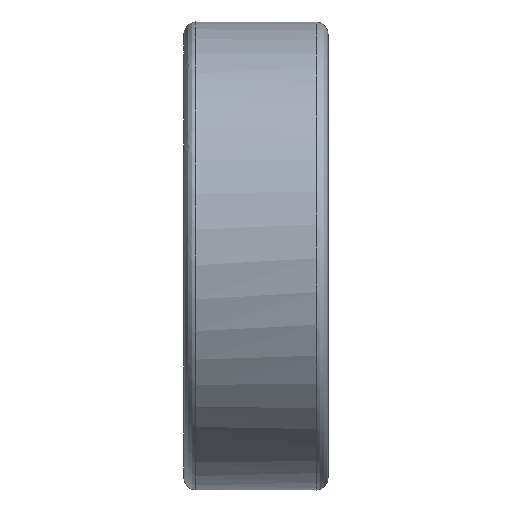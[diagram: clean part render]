
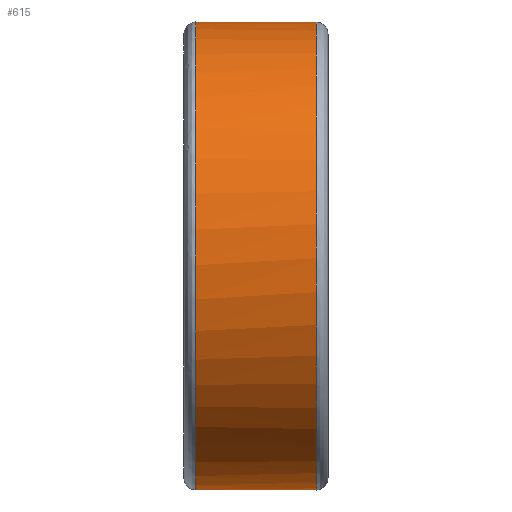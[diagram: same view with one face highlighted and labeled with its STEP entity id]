
A CAD part, left-side view. The second image highlights one B-rep face of the part: STEP entity #615.
In plain terms, the highlighted free-form (B-spline) face has degree [2, 1] with [7, 2] control points.
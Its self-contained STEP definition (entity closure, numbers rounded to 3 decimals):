
#24 = VERTEX_POINT('',#25);
#25 = CARTESIAN_POINT('',(17.978,7.493,-0.547
    ));
#132 = EDGE_CURVE('',#133,#24,#135,.T.);
#133 = VERTEX_POINT('',#134);
#134 = CARTESIAN_POINT('',(17.978,0.681,
    -0.547));
#135 = B_SPLINE_CURVE_WITH_KNOTS('',1,(#136,#137),.UNSPECIFIED.,.F.,.F.,
  (2,2),(0.5,5.5),.PIECEWISE_BEZIER_KNOTS.);
#136 = CARTESIAN_POINT('',(17.978,0.681,
    -0.547));
#137 = CARTESIAN_POINT('',(17.978,7.493,
    -0.547));
#271 = EDGE_CURVE('',#24,#272,#274,.T.);
#272 = VERTEX_POINT('',#273);
#273 = CARTESIAN_POINT('',(4.955,7.493,15.351)
  );
#274 = ( BOUNDED_CURVE() B_SPLINE_CURVE(2,(#275,#276,#277,#278,#279),
.UNSPECIFIED.,.F.,.F.) B_SPLINE_CURVE_WITH_KNOTS((3,2,3),(3.34
,5.597,7.854),.PIECEWISE_BEZIER_KNOTS.) CURVE() 
GEOMETRIC_REPRESENTATION_ITEM() RATIONAL_B_SPLINE_CURVE((1.,
0.428,1.,0.428,1.)) REPRESENTATION_ITEM('') );
#275 = CARTESIAN_POINT('',(17.978,7.493,
    -0.547));
#276 = CARTESIAN_POINT('',(12.455,7.493,-28.05
    ));
#277 = CARTESIAN_POINT('',(-5.321,7.493,-6.349
    ));
#278 = CARTESIAN_POINT('',(-23.097,7.493,
    15.351));
#279 = CARTESIAN_POINT('',(4.955,7.493,15.351)
  );
#308 = EDGE_CURVE('',#272,#309,#311,.T.);
#309 = VERTEX_POINT('',#310);
#310 = CARTESIAN_POINT('',(17.978,7.493,4.683
    ));
#311 = ( BOUNDED_CURVE() B_SPLINE_CURVE(2,(#312,#313,#314),
.UNSPECIFIED.,.F.,.F.) B_SPLINE_CURVE_WITH_KNOTS((3,3),(1.571,
2.943),.PIECEWISE_BEZIER_KNOTS.) CURVE() 
GEOMETRIC_REPRESENTATION_ITEM() RATIONAL_B_SPLINE_CURVE((1.,
0.774,1.)) REPRESENTATION_ITEM('') );
#312 = CARTESIAN_POINT('',(4.955,7.493,15.351)
  );
#313 = CARTESIAN_POINT('',(15.836,7.493,
    15.351));
#314 = CARTESIAN_POINT('',(17.978,7.493,4.683
    ));
#385 = VERTEX_POINT('',#386);
#386 = CARTESIAN_POINT('',(17.978,0.681,4.683
    ));
#493 = EDGE_CURVE('',#309,#385,#494,.T.);
#494 = B_SPLINE_CURVE_WITH_KNOTS('',1,(#495,#496),.UNSPECIFIED.,.F.,.F.,
  (2,2),(-5.5,-0.5),.PIECEWISE_BEZIER_KNOTS.);
#495 = CARTESIAN_POINT('',(17.978,7.493,4.683
    ));
#496 = CARTESIAN_POINT('',(17.978,0.681,4.683
    ));
#615 = ADVANCED_FACE('',(#616),#632,.T.);
#616 = FACE_BOUND('',#617,.T.);
#617 = EDGE_LOOP('',(#618,#619,#629,#630,#631));
#618 = ORIENTED_EDGE('',*,*,#132,.F.);
#619 = ORIENTED_EDGE('',*,*,#620,.F.);
#620 = EDGE_CURVE('',#385,#133,#621,.T.);
#621 = ( BOUNDED_CURVE() B_SPLINE_CURVE(2,(#622,#623,#624,#625,#626,#627
,#628),.UNSPECIFIED.,.F.,.F.) B_SPLINE_CURVE_WITH_KNOTS((3,2,2,3),(
    3.34,5.302,7.264,9.227),
.PIECEWISE_BEZIER_KNOTS.) CURVE() GEOMETRIC_REPRESENTATION_ITEM() 
RATIONAL_B_SPLINE_CURVE((1.,0.556,1.,0.556,1.,
0.556,1.)) REPRESENTATION_ITEM('') );
#622 = CARTESIAN_POINT('',(17.978,0.681,4.683
    ));
#623 = CARTESIAN_POINT('',(14.069,0.681,
    24.148));
#624 = CARTESIAN_POINT('',(-2.431,0.681,
    13.108));
#625 = CARTESIAN_POINT('',(-18.932,0.681,2.068
    ));
#626 = CARTESIAN_POINT('',(-2.431,0.681,
    -8.972));
#627 = CARTESIAN_POINT('',(14.069,0.681,
    -20.012));
#628 = CARTESIAN_POINT('',(17.978,0.681,
    -0.547));
#629 = ORIENTED_EDGE('',*,*,#493,.F.);
#630 = ORIENTED_EDGE('',*,*,#308,.F.);
#631 = ORIENTED_EDGE('',*,*,#271,.F.);
#632 = ( BOUNDED_SURFACE() B_SPLINE_SURFACE(2,1,(
    (#633,#634)
    ,(#635,#636)
    ,(#637,#638)
    ,(#639,#640)
    ,(#641,#642)
    ,(#643,#644)
,(#645,#646
    )),.UNSPECIFIED.,.F.,.F.,.F.) B_SPLINE_SURFACE_WITH_KNOTS((3,2,2,3),
  (2,2),(3.34,5.302,7.264,9.227),(
0.5,5.5),.PIECEWISE_BEZIER_KNOTS.) GEOMETRIC_REPRESENTATION_ITEM() 
RATIONAL_B_SPLINE_SURFACE((
    (1.,1.)
    ,(0.556,0.556)
    ,(1.,1.)
    ,(0.556,0.556)
    ,(1.,1.)
    ,(0.556,0.556)
,(1.,1.))) REPRESENTATION_ITEM('') SURFACE() );
#633 = CARTESIAN_POINT('',(17.978,0.681,
    -0.547));
#634 = CARTESIAN_POINT('',(17.978,7.493,
    -0.547));
#635 = CARTESIAN_POINT('',(14.069,0.681,
    -20.012));
#636 = CARTESIAN_POINT('',(14.069,7.493,
    -20.012));
#637 = CARTESIAN_POINT('',(-2.431,0.681,
    -8.972));
#638 = CARTESIAN_POINT('',(-2.431,7.493,
    -8.972));
#639 = CARTESIAN_POINT('',(-18.932,0.681,2.068
    ));
#640 = CARTESIAN_POINT('',(-18.932,7.493,2.068
    ));
#641 = CARTESIAN_POINT('',(-2.431,0.681,
    13.108));
#642 = CARTESIAN_POINT('',(-2.431,7.493,
    13.108));
#643 = CARTESIAN_POINT('',(14.069,0.681,
    24.148));
#644 = CARTESIAN_POINT('',(14.069,7.493,
    24.148));
#645 = CARTESIAN_POINT('',(17.978,0.681,4.683
    ));
#646 = CARTESIAN_POINT('',(17.978,7.493,4.683
    ));
